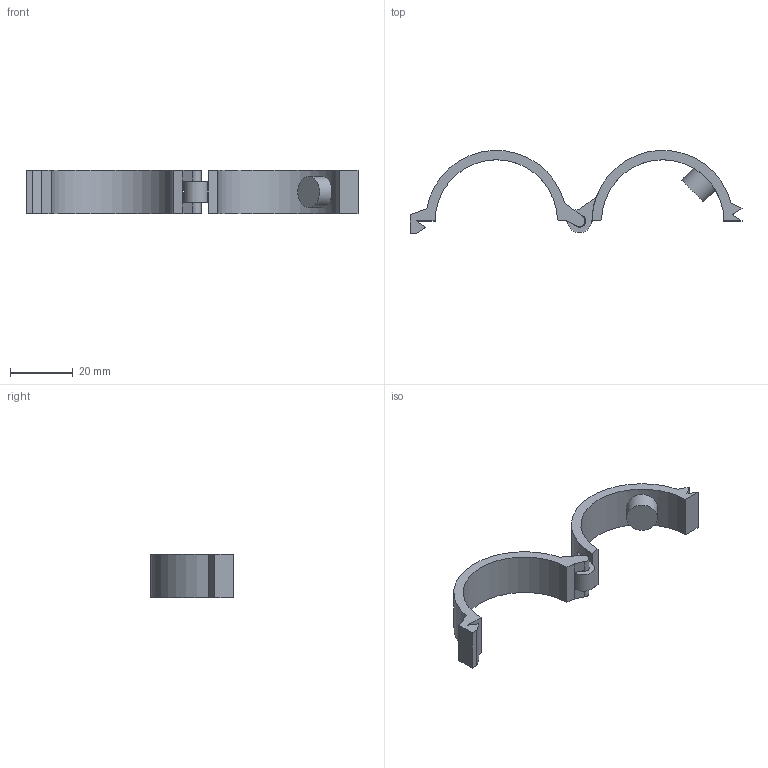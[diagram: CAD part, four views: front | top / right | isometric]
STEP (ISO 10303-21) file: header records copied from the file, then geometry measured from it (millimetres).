
FILE_DESCRIPTION(('Open CASCADE Model'),'2;1');
FILE_NAME('Open CASCADE Shape Model','2025-06-18T20:59:45',('Author'),( 'Open CASCADE'),'Open CASCADE STEP processor 7.8','build123d', 'Unknown');
FILE_SCHEMA(('AUTOMOTIVE_DESIGN { 1 0 10303 214 1 1 1 1 }'));
Length unit declared in the file: millimetre
Products named in the file (1): COMPOUND
Bounding box: 105.75 x 26.48 x 13.8 mm (x, y, z)
Volume: 6923.3 mm3; surface area: 5725.6 mm2
Topology: 2 solids, 2 shells, 35 faces, 92 edges, 60 vertices
Faces by surface type: plane 27, cylinder 8
Full cylindrical faces by diameter (mm): 3.5 x1, 4 x1, 9.8 x1
Entity records: 2504 total; most frequent: CARTESIAN_POINT 629, DIRECTION 356, LINE 227, VECTOR 227, ORIENTED_EDGE 184, PCURVE 184, DEFINITIONAL_REPRESENTATION 184, EDGE_CURVE 92
